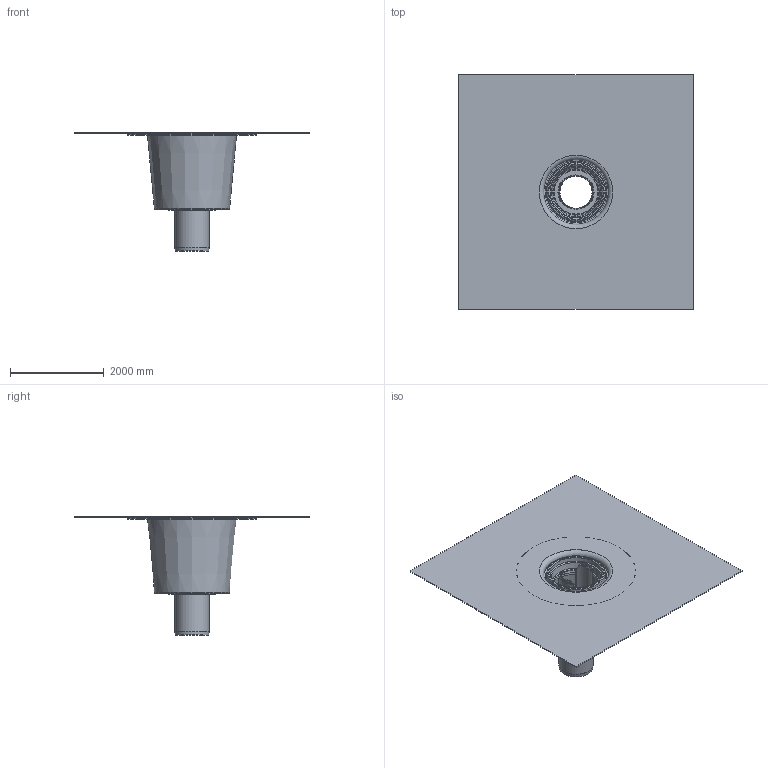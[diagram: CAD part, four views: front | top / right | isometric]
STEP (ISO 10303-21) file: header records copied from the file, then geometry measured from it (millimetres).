
FILE_DESCRIPTION(/* description */ (''),/* implementation_level */ '2;1');
FILE_NAME(/* name */ '16226.070X_3D.stp',/* time_stamp */ '2025-01-06T10:02:05+01:00',/* author */ ('c.rudolph'),/* organization */ (''),/* preprocessor_version */ 'ST-DEVELOPER v20',/* originating_system */ 'AutoCAD Mechanical',/* authorisation */ '');
FILE_SCHEMA (('AUTOMOTIVE_DESIGN { 1 0 10303 214 3 1 1 }'));
Length unit declared in the file: centimetre
Products named in the file (2): Product; *S0
Assembly tree (1 placements, depth 2):
  Product
    *S0
Bounding box: 5000 x 5000 x 2515 mm (x, y, z)
Volume: 2426474942.9 mm3; surface area: 104178335.9 mm2
Topology: 9 solids, 10 shells, 155 faces, 378 edges, 243 vertices
Faces by surface type: plane 44, cone 40, cylinder 36, torus 35
Full cylindrical faces by diameter (mm): 40 x3, 100 x1, 698 x2, 730 x4, 960 x1, 1000 x1, 1020 x1, 1140 x1, 1150 x1, 1160 x2, 1180 x1, 1200 x3, 1250 x1, 1400 x2, 1430 x2, 1460 x1, 1470 x1
Entity records: 5091 total; most frequent: CARTESIAN_POINT 1157, DIRECTION 897, ORIENTED_EDGE 754, AXIS2_PLACEMENT_3D 398, EDGE_CURVE 377, VERTEX_POINT 241, CIRCLE 224, EDGE_LOOP 182
